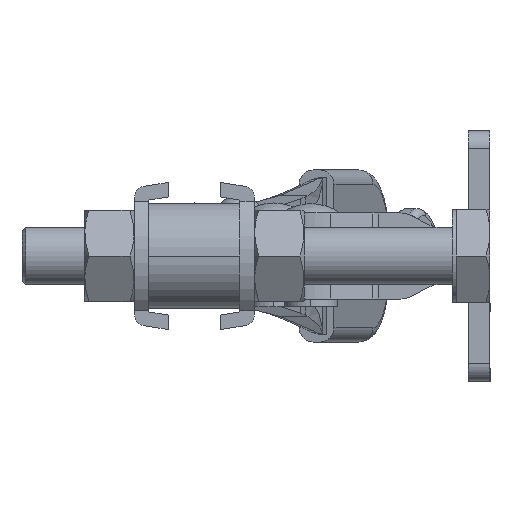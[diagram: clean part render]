
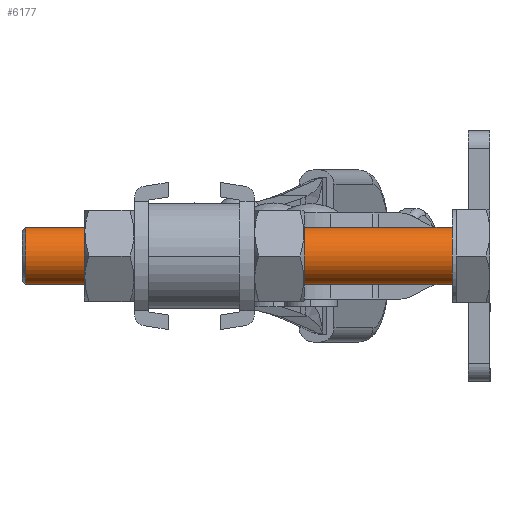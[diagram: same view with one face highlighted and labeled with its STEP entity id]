
A CAD part, left-side view. The second image highlights one B-rep face of the part: STEP entity #6177.
In plain terms, the highlighted cylindrical face has radius 4 mm (diameter 8 mm), a partial arc.
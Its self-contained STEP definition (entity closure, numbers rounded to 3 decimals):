
#8 = LINE ( 'NONE', #810, #5062 ) ;
#83 = CARTESIAN_POINT ( 'NONE',  ( -40.987, 5.3, -4.004 ) ) ;
#274 = DIRECTION ( 'NONE',  ( 0., 0., 1. ) ) ;
#810 = CARTESIAN_POINT ( 'NONE',  ( -40.987, 65.3, 3.996 ) ) ;
#1026 = DIRECTION ( 'NONE',  ( 0., -1., 0. ) ) ;
#1481 = ORIENTED_EDGE ( 'NONE', *, *, #6489, .F. ) ;
#1627 = AXIS2_PLACEMENT_3D ( 'NONE', #7666, #7608, #274 ) ;
#2342 = CYLINDRICAL_SURFACE ( 'NONE', #1627, 4. ) ;
#2759 = EDGE_CURVE ( 'NONE', #5107, #5082, #15282, .T. ) ;
#3088 = DIRECTION ( 'NONE',  ( 0., 0., -1. ) ) ;
#3319 = FACE_OUTER_BOUND ( 'NONE', #4082, .T. ) ;
#3659 = CARTESIAN_POINT ( 'NONE',  ( -40.987, 65.3, -4.004 ) ) ;
#3906 = ORIENTED_EDGE ( 'NONE', *, *, #5881, .T. ) ;
#4082 = EDGE_LOOP ( 'NONE', ( #13086, #13724, #3906, #1481 ) ) ;
#5062 = VECTOR ( 'NONE', #1026, 1000. ) ;
#5082 = VERTEX_POINT ( 'NONE', #12519 ) ;
#5107 = VERTEX_POINT ( 'NONE', #9028 ) ;
#5726 = DIRECTION ( 'NONE',  ( 0., -1., 0. ) ) ;
#5881 = EDGE_CURVE ( 'NONE', #7223, #10513, #9159, .T. ) ;
#6177 = ADVANCED_FACE ( 'NONE', ( #3319 ), #2342, .T. ) ;
#6489 = EDGE_CURVE ( 'NONE', #5107, #10513, #8, .T. ) ;
#7161 = DIRECTION ( 'NONE',  ( 0., 0., -1. ) ) ;
#7223 = VERTEX_POINT ( 'NONE', #83 ) ;
#7608 = DIRECTION ( 'NONE',  ( 0., -1., 0. ) ) ;
#7666 = CARTESIAN_POINT ( 'NONE',  ( -40.987, 65.3, -0.004 ) ) ;
#7893 = LINE ( 'NONE', #3659, #15033 ) ;
#8168 = AXIS2_PLACEMENT_3D ( 'NONE', #9740, #14605, #7161 ) ;
#8407 = CARTESIAN_POINT ( 'NONE',  ( -40.987, 5.3, 3.996 ) ) ;
#9028 = CARTESIAN_POINT ( 'NONE',  ( -40.987, 64.8, 3.996 ) ) ;
#9159 = CIRCLE ( 'NONE', #8168, 4. ) ;
#9460 = CARTESIAN_POINT ( 'NONE',  ( -40.987, 64.8, -0.004 ) ) ;
#9740 = CARTESIAN_POINT ( 'NONE',  ( -40.987, 5.3, -0.004 ) ) ;
#10513 = VERTEX_POINT ( 'NONE', #8407 ) ;
#12158 = AXIS2_PLACEMENT_3D ( 'NONE', #9460, #5726, #3088 ) ;
#12519 = CARTESIAN_POINT ( 'NONE',  ( -40.987, 64.8, -4.004 ) ) ;
#13008 = EDGE_CURVE ( 'NONE', #5082, #7223, #7893, .T. ) ;
#13086 = ORIENTED_EDGE ( 'NONE', *, *, #2759, .T. ) ;
#13724 = ORIENTED_EDGE ( 'NONE', *, *, #13008, .T. ) ;
#14605 = DIRECTION ( 'NONE',  ( 0., 1., 0. ) ) ;
#15033 = VECTOR ( 'NONE', #15773, 1000. ) ;
#15282 = CIRCLE ( 'NONE', #12158, 4. ) ;
#15773 = DIRECTION ( 'NONE',  ( 0., -1., 0. ) ) ;
